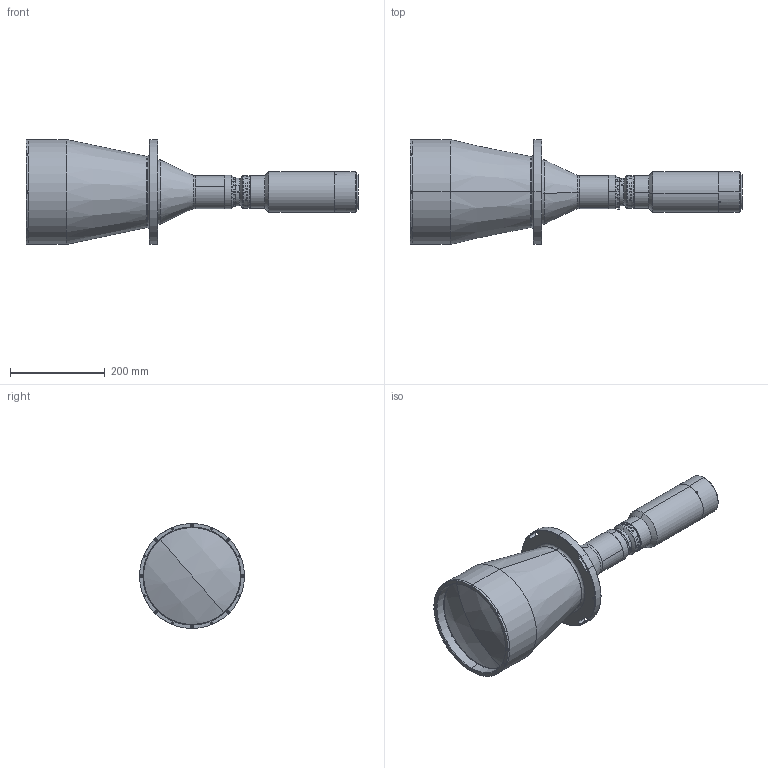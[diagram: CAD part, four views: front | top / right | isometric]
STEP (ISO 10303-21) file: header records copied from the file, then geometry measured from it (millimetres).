
FILE_DESCRIPTION (( 'STEP AP203' ), '1' );
FILE_NAME ('XF-PTL19557-M72-11.48-VI.STEP', '2019-06-14T06:03:06', ( 'puyufan' ), ( '' ), 'SwSTEP 2.0', 'SolidWorks 2014', '' );
FILE_SCHEMA (( 'CONFIG_CONTROL_DESIGN' ));
Length unit declared in the file: millimetre
Products named in the file (1): XF-PTL19557-M72-11.48-VI
Bounding box: 702.23 x 222 x 222 mm (x, y, z)
Surface area: 436292.9 mm2 (no closed solid volume)
Topology: 0 solids, 87 shells, 360 faces, 2036 edges, 1733 vertices
Faces by surface type: cylinder 211, plane 83, cone 56, torus 8, sphere 2
Entity records: 30871 total; most frequent: CARTESIAN_POINT 15698, DIRECTION 3022, ORIENTED_EDGE 2641, EDGE_CURVE 2028, VERTEX_POINT 1733, AXIS2_PLACEMENT_3D 1164, CIRCLE 803, LINE 694
